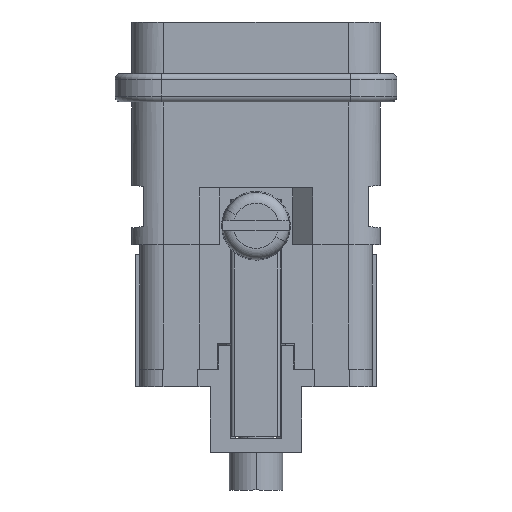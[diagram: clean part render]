
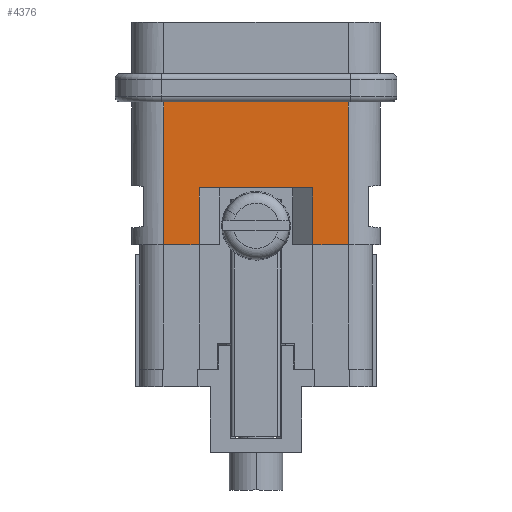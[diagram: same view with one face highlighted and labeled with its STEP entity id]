
A CAD part, front view. The second image highlights one B-rep face of the part: STEP entity #4376.
In plain terms, the highlighted planar face has unit normal (0, -1, 0).
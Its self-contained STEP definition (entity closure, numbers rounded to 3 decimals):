
#1590=AXIS2_PLACEMENT_3D('Plane Axis2P3D',#1587,#1588,#1589) ;
#1587=CARTESIAN_POINT('Axis2P3D Location',(19.7,3.638,27.9)) ;
#2016=CARTESIAN_POINT('Vertex',(16.7,3.638,20.7)) ;
#2019=CARTESIAN_POINT('Line Origine',(16.7,3.638,23.1)) ;
#2023=CARTESIAN_POINT('Vertex',(16.7,3.638,25.5)) ;
#4124=CARTESIAN_POINT('Line Origine',(11.9,3.638,25.5)) ;
#4128=CARTESIAN_POINT('Vertex',(7.1,3.638,25.5)) ;
#4148=CARTESIAN_POINT('Line Origine',(7.1,3.638,23.1)) ;
#4152=CARTESIAN_POINT('Vertex',(7.1,3.638,20.7)) ;
#4251=CARTESIAN_POINT('Line Origine',(5.6,3.638,20.7)) ;
#4255=CARTESIAN_POINT('Vertex',(4.1,3.638,20.7)) ;
#4304=CARTESIAN_POINT('Vertex',(19.7,3.638,20.7)) ;
#4307=CARTESIAN_POINT('Line Origine',(18.2,3.638,20.7)) ;
#4347=CARTESIAN_POINT('Line Origine',(11.9,3.638,32.75)) ;
#4351=CARTESIAN_POINT('Vertex',(19.7,3.638,32.75)) ;
#4353=CARTESIAN_POINT('Vertex',(4.1,3.638,32.75)) ;
#4356=CARTESIAN_POINT('Line Origine',(4.1,3.638,26.725)) ;
#4361=CARTESIAN_POINT('Line Origine',(19.7,3.638,26.725)) ;
#1588=DIRECTION('Axis2P3D Direction',(0.,1.,0.)) ;
#1589=DIRECTION('Axis2P3D XDirection',(-1.,0.,0.)) ;
#2020=DIRECTION('Vector Direction',(0.,0.,1.)) ;
#4125=DIRECTION('Vector Direction',(1.,0.,0.)) ;
#4149=DIRECTION('Vector Direction',(0.,0.,1.)) ;
#4252=DIRECTION('Vector Direction',(-1.,0.,0.)) ;
#4308=DIRECTION('Vector Direction',(-1.,0.,0.)) ;
#4348=DIRECTION('Vector Direction',(-1.,0.,0.)) ;
#4357=DIRECTION('Vector Direction',(0.,0.,-1.)) ;
#4362=DIRECTION('Vector Direction',(0.,0.,-1.)) ;
#2021=VECTOR('Line Direction',#2020,1.) ;
#4126=VECTOR('Line Direction',#4125,1.) ;
#4150=VECTOR('Line Direction',#4149,1.) ;
#4253=VECTOR('Line Direction',#4252,1.) ;
#4309=VECTOR('Line Direction',#4308,1.) ;
#4349=VECTOR('Line Direction',#4348,1.) ;
#4358=VECTOR('Line Direction',#4357,1.) ;
#4363=VECTOR('Line Direction',#4362,1.) ;
#4367=ORIENTED_EDGE('',*,*,#4355,.T.) ;
#4368=ORIENTED_EDGE('',*,*,#4360,.T.) ;
#4369=ORIENTED_EDGE('',*,*,#4257,.F.) ;
#4370=ORIENTED_EDGE('',*,*,#4154,.T.) ;
#4371=ORIENTED_EDGE('',*,*,#4130,.F.) ;
#4372=ORIENTED_EDGE('',*,*,#2025,.F.) ;
#4373=ORIENTED_EDGE('',*,*,#4311,.F.) ;
#4374=ORIENTED_EDGE('',*,*,#4365,.F.) ;
#4376=ADVANCED_FACE('Hauptk\X2\00F6\X0\rper',(#4375),#1591,.F.) ;
#2025=EDGE_CURVE('',#2017,#2024,#2022,.T.) ;
#4130=EDGE_CURVE('',#2024,#4129,#4127,.F.) ;
#4154=EDGE_CURVE('',#4153,#4129,#4151,.T.) ;
#4257=EDGE_CURVE('',#4153,#4256,#4254,.T.) ;
#4311=EDGE_CURVE('',#4305,#2017,#4310,.T.) ;
#4355=EDGE_CURVE('',#4352,#4354,#4350,.T.) ;
#4360=EDGE_CURVE('',#4354,#4256,#4359,.T.) ;
#4365=EDGE_CURVE('',#4352,#4305,#4364,.T.) ;
#4366=EDGE_LOOP('',(#4367,#4368,#4369,#4370,#4371,#4372,#4373,#4374)) ;
#4375=FACE_OUTER_BOUND('',#4366,.T.) ;
#2022=LINE('Line',#2019,#2021) ;
#4127=LINE('Line',#4124,#4126) ;
#4151=LINE('Line',#4148,#4150) ;
#4254=LINE('Line',#4251,#4253) ;
#4310=LINE('Line',#4307,#4309) ;
#4350=LINE('Line',#4347,#4349) ;
#4359=LINE('Line',#4356,#4358) ;
#4364=LINE('Line',#4361,#4363) ;
#1591=PLANE('',#1590) ;
#2017=VERTEX_POINT('',#2016) ;
#2024=VERTEX_POINT('',#2023) ;
#4129=VERTEX_POINT('',#4128) ;
#4153=VERTEX_POINT('',#4152) ;
#4256=VERTEX_POINT('',#4255) ;
#4305=VERTEX_POINT('',#4304) ;
#4352=VERTEX_POINT('',#4351) ;
#4354=VERTEX_POINT('',#4353) ;
